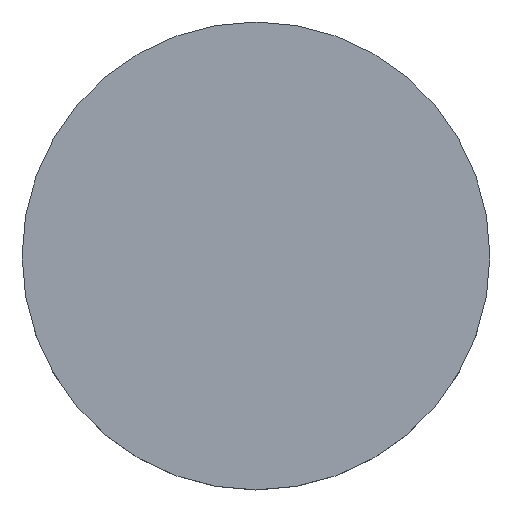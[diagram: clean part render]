
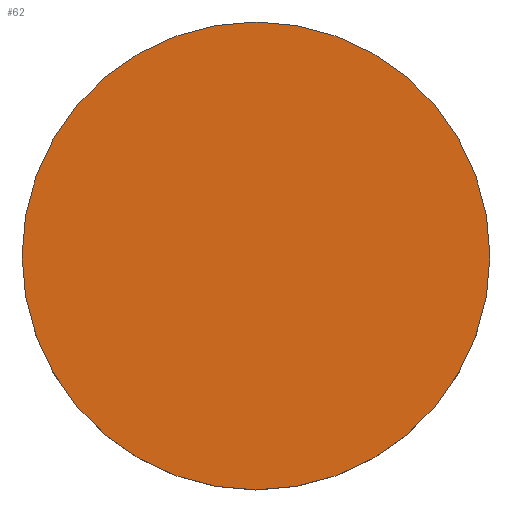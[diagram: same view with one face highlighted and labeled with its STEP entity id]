
A CAD part, top view. The second image highlights one B-rep face of the part: STEP entity #62.
In plain terms, the highlighted planar face has unit normal (0, 0, 1).
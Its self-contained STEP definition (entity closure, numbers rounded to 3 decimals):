
#15 = VERTEX_POINT ( 'NONE', #122 ) ;
#19 = AXIS2_PLACEMENT_3D ( 'NONE', #182, #97, #221 ) ;
#21 = DIRECTION ( 'NONE',  ( 1., 0., 0. ) ) ;
#40 = CARTESIAN_POINT ( 'NONE',  ( -19.05, 0., 3. ) ) ;
#62 = ADVANCED_FACE ( 'NONE', ( #158 ), #179, .T. ) ;
#75 = AXIS2_PLACEMENT_3D ( 'NONE', #124, #123, #212 ) ;
#77 = EDGE_LOOP ( 'NONE', ( #117, #168 ) ) ;
#82 = VERTEX_POINT ( 'NONE', #40 ) ;
#89 = EDGE_CURVE ( 'NONE', #15, #82, #110, .T. ) ;
#97 = DIRECTION ( 'NONE',  ( 0., 0., -1. ) ) ;
#110 = CIRCLE ( 'NONE', #143, 19.05 ) ;
#117 = ORIENTED_EDGE ( 'NONE', *, *, #89, .F. ) ;
#122 = CARTESIAN_POINT ( 'NONE',  ( 19.05, 0., 3. ) ) ;
#123 = DIRECTION ( 'NONE',  ( 0., 0., 1. ) ) ;
#124 = CARTESIAN_POINT ( 'NONE',  ( 0., 39.066, 3. ) ) ;
#140 = CARTESIAN_POINT ( 'NONE',  ( 0., 0., 3. ) ) ;
#143 = AXIS2_PLACEMENT_3D ( 'NONE', #140, #214, #21 ) ;
#158 = FACE_OUTER_BOUND ( 'NONE', #77, .T. ) ;
#159 = EDGE_CURVE ( 'NONE', #82, #15, #207, .T. ) ;
#168 = ORIENTED_EDGE ( 'NONE', *, *, #159, .F. ) ;
#179 = PLANE ( 'NONE',  #75 ) ;
#182 = CARTESIAN_POINT ( 'NONE',  ( 0., 0., 3. ) ) ;
#207 = CIRCLE ( 'NONE', #19, 19.05 ) ;
#212 = DIRECTION ( 'NONE',  ( 1., 0., 0. ) ) ;
#214 = DIRECTION ( 'NONE',  ( 0., 0., -1. ) ) ;
#221 = DIRECTION ( 'NONE',  ( 1., 0., 0. ) ) ;
